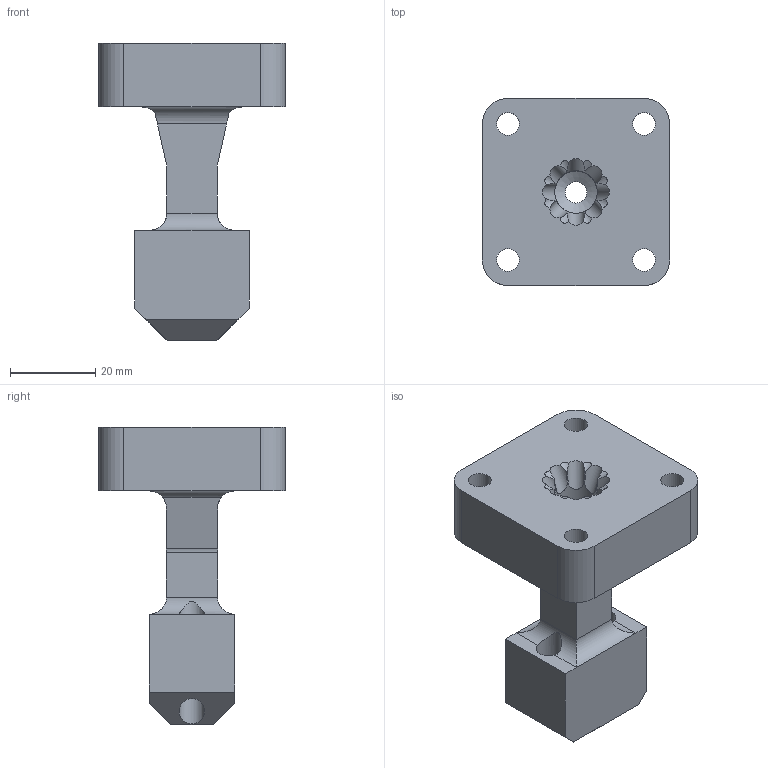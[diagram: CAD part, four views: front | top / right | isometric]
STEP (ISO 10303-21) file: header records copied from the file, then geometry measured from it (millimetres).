
FILE_DESCRIPTION(/* description */ (''),/* implementation_level */ '2;1');
FILE_NAME(/* name */ 'Barrel v2.step',/* time_stamp */ '2023-03-01T15:11:08+01:00',/* author */ (''),/* organization */ (''),/* preprocessor_version */ 'ST-DEVELOPER v19.2',/* originating_system */ 'Autodesk Translation Framework v11.17.0.187',/* authorisation */ '');
FILE_SCHEMA (('AUTOMOTIVE_DESIGN { 1 0 10303 214 3 1 1 }'));
Length unit declared in the file: millimetre
Products named in the file (1): Barrel
Bounding box: 44 x 44 x 70 mm (x, y, z)
Volume: 33485.2 mm3; surface area: 16252.2 mm2
Topology: 1 solids, 1 shells, 91 faces, 255 edges, 163 vertices
Faces by surface type: cylinder 49, plane 26, bspline 8, cone 8
Full cylindrical faces by diameter (mm): 2.529 x1, 5.035 x1, 5.4 x4, 6 x8, 8.707 x3, 10 x1
Entity records: 3442 total; most frequent: CARTESIAN_POINT 1132, ORIENTED_EDGE 502, DIRECTION 434, EDGE_CURVE 251, AXIS2_PLACEMENT_3D 164, VERTEX_POINT 163, EDGE_LOOP 110, LINE 106
